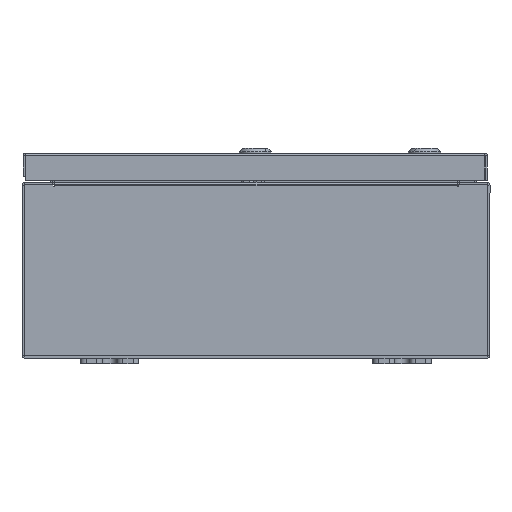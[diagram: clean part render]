
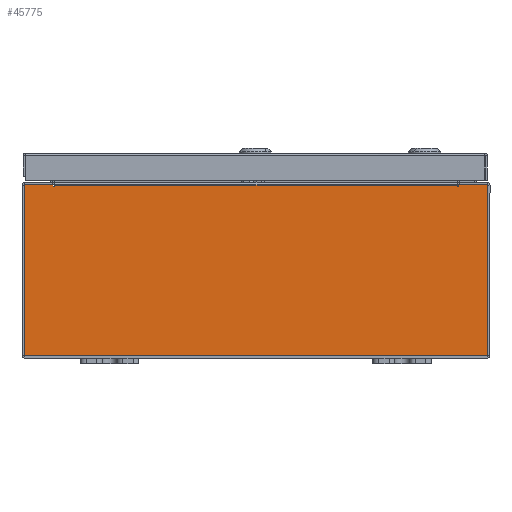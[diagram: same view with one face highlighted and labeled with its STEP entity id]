
A CAD part, front view. The second image highlights one B-rep face of the part: STEP entity #45775.
In plain terms, the highlighted face is planar.
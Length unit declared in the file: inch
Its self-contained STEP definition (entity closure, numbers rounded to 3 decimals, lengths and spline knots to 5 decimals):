
#662 = DIRECTION ( 'NONE',  ( 1., 0., 0. ) ) ;
#1254 = CARTESIAN_POINT ( 'NONE',  ( -7.9253, 0., -2.9253 ) ) ;
#1355 = VECTOR ( 'NONE', #57102, 39.37008 ) ;
#1650 = CIRCLE ( 'NONE', #32229, 0.01868 ) ;
#3202 = CARTESIAN_POINT ( 'NONE',  ( 7.9253, 0., 2.9253 ) ) ;
#3651 = ORIENTED_EDGE ( 'NONE', *, *, #54130, .T. ) ;
#3807 = ORIENTED_EDGE ( 'NONE', *, *, #13577, .T. ) ;
#4035 = DIRECTION ( 'NONE',  ( 0., 0., -1. ) ) ;
#4689 = VERTEX_POINT ( 'NONE', #19608 ) ;
#4938 = LINE ( 'NONE', #1254, #42393 ) ;
#6242 = LINE ( 'NONE', #28955, #56501 ) ;
#7215 = VERTEX_POINT ( 'NONE', #41178 ) ;
#7908 = DIRECTION ( 'NONE',  ( 0., -1., 0. ) ) ;
#8396 = FACE_OUTER_BOUND ( 'NONE', #13358, .T. ) ;
#9140 = CARTESIAN_POINT ( 'NONE',  ( -7.9253, 0., -2.9253 ) ) ;
#9739 = CARTESIAN_POINT ( 'NONE',  ( 6.8872, 0., 2.9123 ) ) ;
#9768 = EDGE_CURVE ( 'NONE', #7215, #4689, #61753, .T. ) ;
#12643 = CARTESIAN_POINT ( 'NONE',  ( -6.90587, 0., 2.87495 ) ) ;
#13358 = EDGE_LOOP ( 'NONE', ( #47474, #30309, #47116, #28192, #29537, #18145, #60903, #17066, #3651, #62318, #17831, #3807 ) ) ;
#13432 = CARTESIAN_POINT ( 'NONE',  ( -6.92455, 0., 2.87495 ) ) ;
#13577 = EDGE_CURVE ( 'NONE', #46704, #17768, #38889, .T. ) ;
#15328 = VECTOR ( 'NONE', #51304, 39.37008 ) ;
#16145 = VECTOR ( 'NONE', #662, 39.37008 ) ;
#16148 = CARTESIAN_POINT ( 'NONE',  ( 7.9253, 0., 2.9253 ) ) ;
#16473 = VERTEX_POINT ( 'NONE', #13432 ) ;
#17066 = ORIENTED_EDGE ( 'NONE', *, *, #43520, .T. ) ;
#17205 = CARTESIAN_POINT ( 'NONE',  ( -6.92455, 0., 0. ) ) ;
#17513 = DIRECTION ( 'NONE',  ( 0., 0., -1. ) ) ;
#17768 = VERTEX_POINT ( 'NONE', #42204 ) ;
#17831 = ORIENTED_EDGE ( 'NONE', *, *, #43419, .T. ) ;
#18145 = ORIENTED_EDGE ( 'NONE', *, *, #25023, .F. ) ;
#18236 = DIRECTION ( 'NONE',  ( 0., 1., 0. ) ) ;
#19012 = DIRECTION ( 'NONE',  ( 0., 0., 1. ) ) ;
#19325 = DIRECTION ( 'NONE',  ( 0., 0., 1. ) ) ;
#19608 = CARTESIAN_POINT ( 'NONE',  ( -6.8872, 0., 2.87495 ) ) ;
#20685 = CARTESIAN_POINT ( 'NONE',  ( 6.92455, 0., 2.87495 ) ) ;
#21866 = VERTEX_POINT ( 'NONE', #20685 ) ;
#21895 = AXIS2_PLACEMENT_3D ( 'NONE', #47472, #18236, #52304 ) ;
#24131 = DIRECTION ( 'NONE',  ( 1., 0., 0. ) ) ;
#25023 = EDGE_CURVE ( 'NONE', #21866, #29917, #45360, .T. ) ;
#27127 = EDGE_CURVE ( 'NONE', #4689, #16473, #1650, .T. ) ;
#28192 = ORIENTED_EDGE ( 'NONE', *, *, #60476, .T. ) ;
#28293 = VECTOR ( 'NONE', #4035, 39.37008 ) ;
#28357 = LINE ( 'NONE', #17205, #15328 ) ;
#28406 = CARTESIAN_POINT ( 'NONE',  ( -6.8872, 0., 2.9123 ) ) ;
#28560 = EDGE_CURVE ( 'NONE', #16473, #17768, #28357, .T. ) ;
#28955 = CARTESIAN_POINT ( 'NONE',  ( -7.9253, 0., 2.9253 ) ) ;
#29171 = LINE ( 'NONE', #39643, #16145 ) ;
#29430 = EDGE_CURVE ( 'NONE', #61102, #21866, #29836, .T. ) ;
#29537 = ORIENTED_EDGE ( 'NONE', *, *, #52443, .F. ) ;
#29836 = LINE ( 'NONE', #47976, #28293 ) ;
#29917 = VERTEX_POINT ( 'NONE', #31141 ) ;
#30309 = ORIENTED_EDGE ( 'NONE', *, *, #27127, .F. ) ;
#30577 = DIRECTION ( 'NONE',  ( -1., 0., 0. ) ) ;
#30928 = DIRECTION ( 'NONE',  ( 0., 0., -1. ) ) ;
#31141 = CARTESIAN_POINT ( 'NONE',  ( 6.8872, 0., 2.87495 ) ) ;
#32229 = AXIS2_PLACEMENT_3D ( 'NONE', #12643, #46766, #17513 ) ;
#32624 = CARTESIAN_POINT ( 'NONE',  ( -7.9253, 0., 2.9253 ) ) ;
#32938 = AXIS2_PLACEMENT_3D ( 'NONE', #37188, #7908, #42059 ) ;
#34791 = CARTESIAN_POINT ( 'NONE',  ( -6.8872, 0., 0. ) ) ;
#35778 = VERTEX_POINT ( 'NONE', #9140 ) ;
#37188 = CARTESIAN_POINT ( 'NONE',  ( 0., 0., 0. ) ) ;
#38889 = LINE ( 'NONE', #57156, #1355 ) ;
#39549 = EDGE_CURVE ( 'NONE', #53680, #35778, #4938, .T. ) ;
#39643 = CARTESIAN_POINT ( 'NONE',  ( -7.9253, 0., 2.9253 ) ) ;
#41178 = CARTESIAN_POINT ( 'NONE',  ( -6.8872, 0., 2.9123 ) ) ;
#42059 = DIRECTION ( 'NONE',  ( 0., 0., -1. ) ) ;
#42204 = CARTESIAN_POINT ( 'NONE',  ( -6.92455, 0., 2.9253 ) ) ;
#42393 = VECTOR ( 'NONE', #30577, 39.37008 ) ;
#43419 = EDGE_CURVE ( 'NONE', #35778, #46704, #6242, .T. ) ;
#43520 = EDGE_CURVE ( 'NONE', #61102, #50601, #29171, .T. ) ;
#45360 = CIRCLE ( 'NONE', #21895, 0.01868 ) ;
#45506 = VECTOR ( 'NONE', #24131, 39.37008 ) ;
#45775 = ADVANCED_FACE ( 'NONE', ( #8396 ), #51585, .F. ) ;
#46704 = VERTEX_POINT ( 'NONE', #32624 ) ;
#46766 = DIRECTION ( 'NONE',  ( 0., 1., 0. ) ) ;
#47007 = VERTEX_POINT ( 'NONE', #9739 ) ;
#47116 = ORIENTED_EDGE ( 'NONE', *, *, #9768, .F. ) ;
#47437 = VECTOR ( 'NONE', #49287, 39.37008 ) ;
#47472 = CARTESIAN_POINT ( 'NONE',  ( 6.90587, 0., 2.87495 ) ) ;
#47474 = ORIENTED_EDGE ( 'NONE', *, *, #28560, .F. ) ;
#47976 = CARTESIAN_POINT ( 'NONE',  ( 6.92455, 0., 0. ) ) ;
#48226 = CARTESIAN_POINT ( 'NONE',  ( 6.8872, 0., 0. ) ) ;
#49287 = DIRECTION ( 'NONE',  ( 0., 0., -1. ) ) ;
#49585 = VECTOR ( 'NONE', #30928, 39.37008 ) ;
#50601 = VERTEX_POINT ( 'NONE', #3202 ) ;
#51103 = LINE ( 'NONE', #16148, #49585 ) ;
#51304 = DIRECTION ( 'NONE',  ( 0., 0., 1. ) ) ;
#51585 = PLANE ( 'NONE',  #32938 ) ;
#52185 = CARTESIAN_POINT ( 'NONE',  ( 7.9253, 0., -2.9253 ) ) ;
#52304 = DIRECTION ( 'NONE',  ( 0., 0., -1. ) ) ;
#52443 = EDGE_CURVE ( 'NONE', #29917, #47007, #54948, .T. ) ;
#53680 = VERTEX_POINT ( 'NONE', #52185 ) ;
#53941 = CARTESIAN_POINT ( 'NONE',  ( 6.92455, 0., 2.9253 ) ) ;
#54130 = EDGE_CURVE ( 'NONE', #50601, #53680, #51103, .T. ) ;
#54948 = LINE ( 'NONE', #48226, #57994 ) ;
#56501 = VECTOR ( 'NONE', #19325, 39.37008 ) ;
#57102 = DIRECTION ( 'NONE',  ( 1., 0., 0. ) ) ;
#57156 = CARTESIAN_POINT ( 'NONE',  ( -7.9253, 0., 2.9253 ) ) ;
#57994 = VECTOR ( 'NONE', #19012, 39.37008 ) ;
#59829 = LINE ( 'NONE', #28406, #45506 ) ;
#60476 = EDGE_CURVE ( 'NONE', #7215, #47007, #59829, .T. ) ;
#60903 = ORIENTED_EDGE ( 'NONE', *, *, #29430, .F. ) ;
#61102 = VERTEX_POINT ( 'NONE', #53941 ) ;
#61753 = LINE ( 'NONE', #34791, #47437 ) ;
#62318 = ORIENTED_EDGE ( 'NONE', *, *, #39549, .T. ) ;
